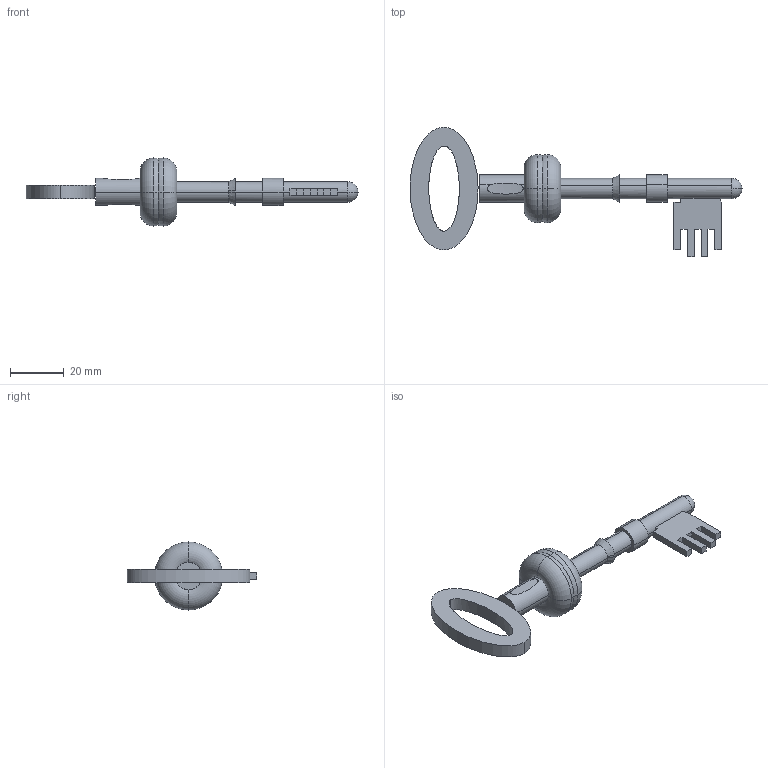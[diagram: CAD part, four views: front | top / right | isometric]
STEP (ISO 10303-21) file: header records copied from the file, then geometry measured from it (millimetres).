
FILE_DESCRIPTION(('K1 Test Case CC4'),'2;1');
FILE_NAME('k1-ac-203.stp','2001-05-14T13:29:18',('Al Montano'),('Autodesk Inc.'),'AutoCAD STEP 2000i','AutoCAD 2000i',', , ');
FILE_SCHEMA(('CONFIG_CONTROL_DESIGN'));
Length unit declared in the file: inch
Products named in the file (2): K1-ACA; K1-AC
Assembly tree (1 placements, depth 2):
  K1-ACA
    K1-AC
Bounding box: 123.82 x 48.26 x 25.4 mm (x, y, z)
Surface area: 7140.8 mm2 (no closed solid volume)
Topology: 0 solids, 2 shells, 76 faces, 194 edges, 121 vertices
Faces by surface type: plane 26, cylinder 20, torus 16, bspline 6, cone 4, sphere 4
Entity records: 2623 total; most frequent: CARTESIAN_POINT 726, ORIENTED_EDGE 380, DIRECTION 370, EDGE_CURVE 190, AXIS2_PLACEMENT_3D 142, VERTEX_POINT 121, VECTOR 86, LINE 86
